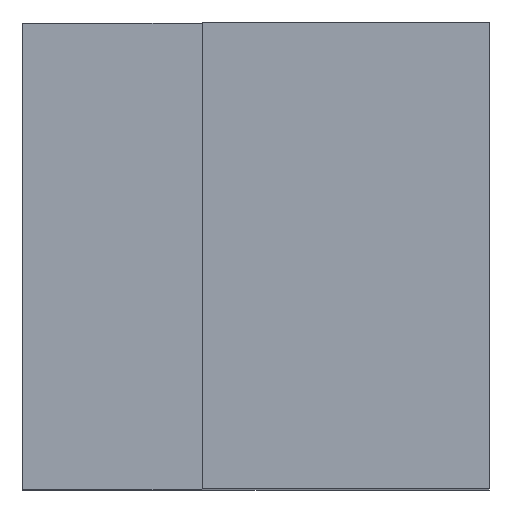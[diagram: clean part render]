
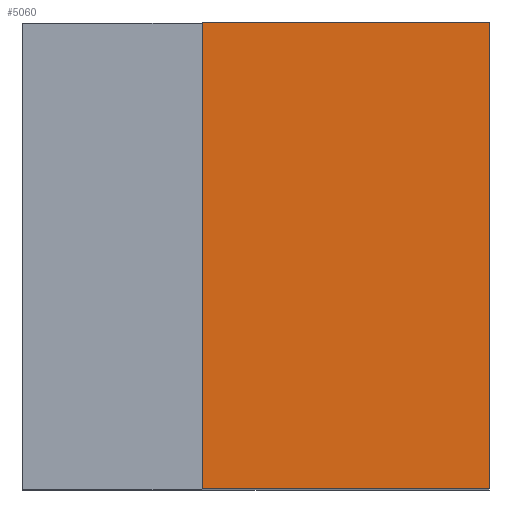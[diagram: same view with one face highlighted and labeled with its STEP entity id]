
A CAD part, top view. The second image highlights one B-rep face of the part: STEP entity #5060.
In plain terms, the highlighted planar face has unit normal (0, 0, 1).
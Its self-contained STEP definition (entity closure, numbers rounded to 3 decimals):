
#985 = AXIS2_PLACEMENT_3D ( 'NONE', #2370, #2383, #2384 ) ;
#1379 = ORIENTED_EDGE ( 'NONE', *, *, #4499, .T. ) ;
#1380 = ORIENTED_EDGE ( 'NONE', *, *, #4497, .T. ) ;
#1382 = ORIENTED_EDGE ( 'NONE', *, *, #4495, .T. ) ;
#1383 = ORIENTED_EDGE ( 'NONE', *, *, #4491, .T. ) ;
#1831 = VERTEX_POINT ( 'NONE', #3370 ) ;
#1832 = VERTEX_POINT ( 'NONE', #3371 ) ;
#1835 = VERTEX_POINT ( 'NONE', #3367 ) ;
#1840 = VERTEX_POINT ( 'NONE', #3378 ) ;
#2370 = CARTESIAN_POINT ( 'NONE',  ( 6.5, -6.5, 20. ) ) ;
#2380 = FACE_OUTER_BOUND ( 'NONE', #5156, .T. ) ;
#2381 = PLANE ( 'NONE',  #985 ) ;
#2383 = DIRECTION ( 'NONE',  ( 0., 0., 1. ) ) ;
#2384 = DIRECTION ( 'NONE',  ( 1., 0., 0. ) ) ;
#2979 = VECTOR ( 'NONE', #5012, 1000. ) ;
#2982 = VECTOR ( 'NONE', #5030, 1000. ) ;
#2984 = VECTOR ( 'NONE', #5024, 1000. ) ;
#2988 = VECTOR ( 'NONE', #5035, 1000. ) ;
#3367 = CARTESIAN_POINT ( 'NONE',  ( 6.5, -6.5, 20. ) ) ;
#3370 = CARTESIAN_POINT ( 'NONE',  ( -1.5, 6.5, 20. ) ) ;
#3371 = CARTESIAN_POINT ( 'NONE',  ( 6.5, 6.5, 20. ) ) ;
#3378 = CARTESIAN_POINT ( 'NONE',  ( -1.5, -6.5, 20. ) ) ;
#4491 = EDGE_CURVE ( 'NONE', #1840, #1835, #5009, .T. ) ;
#4495 = EDGE_CURVE ( 'NONE', #1835, #1832, #5022, .T. ) ;
#4497 = EDGE_CURVE ( 'NONE', #1832, #1831, #5015, .T. ) ;
#4499 = EDGE_CURVE ( 'NONE', #1831, #1840, #5026, .T. ) ;
#5009 = LINE ( 'NONE', #5011, #2979 ) ;
#5011 = CARTESIAN_POINT ( 'NONE',  ( -1.5, -6.5, 20. ) ) ;
#5012 = DIRECTION ( 'NONE',  ( 1., 0., 0. ) ) ;
#5015 = LINE ( 'NONE', #5029, #2982 ) ;
#5016 = CARTESIAN_POINT ( 'NONE',  ( -1.5, 6.5, 20. ) ) ;
#5022 = LINE ( 'NONE', #5023, #2984 ) ;
#5023 = CARTESIAN_POINT ( 'NONE',  ( 6.5, -6.5, 20. ) ) ;
#5024 = DIRECTION ( 'NONE',  ( 0., 1., 0. ) ) ;
#5026 = LINE ( 'NONE', #5016, #2988 ) ;
#5029 = CARTESIAN_POINT ( 'NONE',  ( 6.5, 6.5, 20. ) ) ;
#5030 = DIRECTION ( 'NONE',  ( -1., 0., 0. ) ) ;
#5035 = DIRECTION ( 'NONE',  ( 0., -1., 0. ) ) ;
#5060 = ADVANCED_FACE ( 'NONE', ( #2380 ), #2381, .T. ) ;
#5156 = EDGE_LOOP ( 'NONE', ( #1383, #1382, #1380, #1379 ) ) ;
